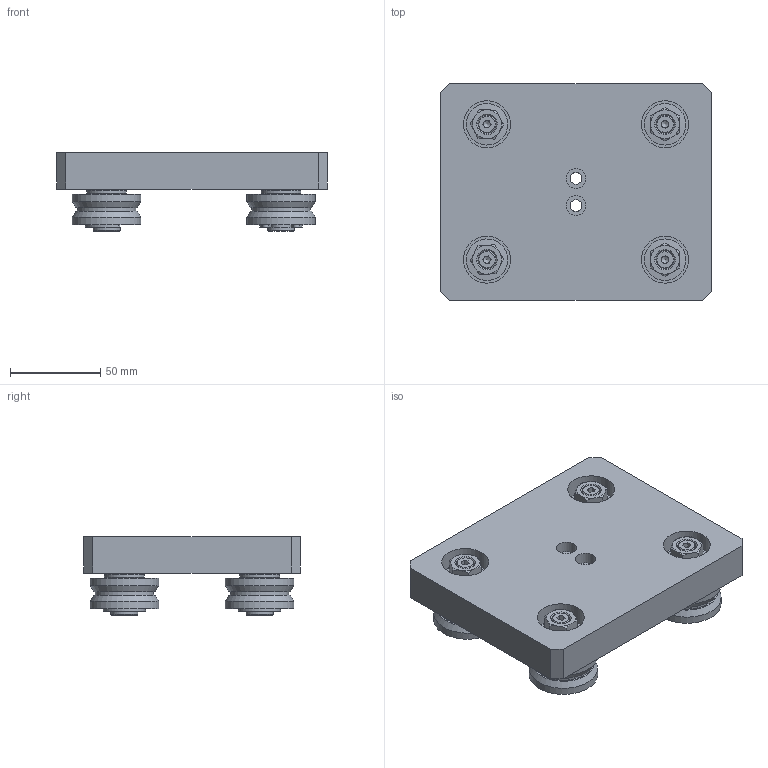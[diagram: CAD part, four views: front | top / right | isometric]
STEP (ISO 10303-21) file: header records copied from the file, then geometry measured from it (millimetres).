
FILE_DESCRIPTION(/* description */ ('CARRO GD10'),/* implementation_level */ '2;1');
FILE_NAME(/* name */ 'GCARO0000131.stp',/* time_stamp */ '2022-07-27T14:22:51+02:00',/* author */ ('tecnico3.vi'),/* organization */ (''),/* preprocessor_version */ 'ST-DEVELOPER v18.1',/* originating_system */ 'Autodesk Inventor 2022',/* authorisation */ '');
FILE_SCHEMA (('AUTOMOTIVE_DESIGN { 1 0 10303 214 3 1 1 }'));
Length unit declared in the file: millimetre
Products named in the file (10): GCARO0000131; DPSCA0000277; 23.538.00C; 70PE00134-A; 23.538.00E; 70PE00135-A; 80RT00015R-A; 440000000060; CMLTA0000001; Dado M10 UNI5588 FE 310-0
Assembly tree (15 placements, depth 3):
  GCARO0000131
    DPSCA0000277
    23.538.00C  x2
      70PE00134-A
      80RT00015R-A
      440000000060
      CMLTA0000001
      Dado M10 UNI5588 FE 310-0
    23.538.00E  x2
      70PE00135-A
      80RT00015R-A
      440000000060
      CMLTA0000001
      Dado M10 UNI5588 FE 310-0
Bounding box: 150 x 120 x 43.3 mm (x, y, z)
Volume: 421012.2 mm3; surface area: 91440 mm2
Topology: 21 solids, 21 shells, 468 faces, 1016 edges, 628 vertices
Faces by surface type: plane 232, cylinder 140, cone 96
Full cylindrical faces by diameter (mm): 4 x8, 6.5 x2, 10 x12, 10.2 x4, 11 x2, 12 x4, 15 x12, 21 x8, 22 x4, 23 x4, 26 x4, 28.5 x8, 32.3 x4, 38 x8
Entity records: 5364 total; most frequent: DIRECTION 929, CARTESIAN_POINT 887, ORIENTED_EDGE 778, EDGE_CURVE 389, AXIS2_PLACEMENT_3D 358, VERTEX_POINT 244, EDGE_LOOP 221, LINE 213
